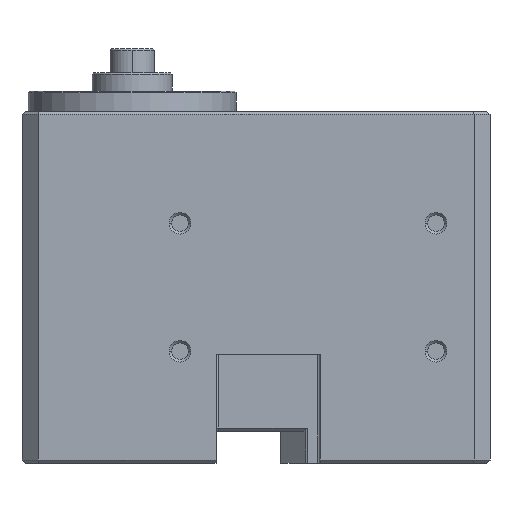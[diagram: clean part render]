
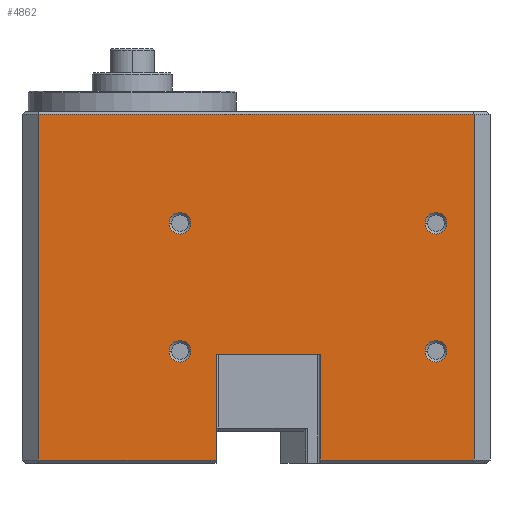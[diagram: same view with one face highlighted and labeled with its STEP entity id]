
A CAD part, left-side view. The second image highlights one B-rep face of the part: STEP entity #4862.
In plain terms, the highlighted planar face has unit normal (-1, 0, 0).
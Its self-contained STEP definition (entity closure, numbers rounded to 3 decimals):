
#632=DIRECTION('',(0.,0.,1.));
#633=VECTOR('',#632,13.2);
#634=CARTESIAN_POINT('',(-16.75,-10.5,-21.6));
#635=LINE('',#634,#633);
#770=DIRECTION('',(0.,0.,-1.));
#771=VECTOR('',#770,13.2);
#772=CARTESIAN_POINT('',(-16.75,-23.5,-8.4));
#773=LINE('',#772,#771);
#790=CARTESIAN_POINT('',(-16.75,-6.,-8.));
#791=DIRECTION('',(1.,0.,0.));
#792=DIRECTION('',(0.,-1.,0.));
#793=AXIS2_PLACEMENT_3D('',#790,#791,#792);
#795=CARTESIAN_POINT('',(-16.75,-6.,-8.));
#796=DIRECTION('',(1.,0.,0.));
#797=DIRECTION('',(0.,1.,0.));
#798=AXIS2_PLACEMENT_3D('',#795,#796,#797);
#800=CARTESIAN_POINT('',(-16.75,-6.,8.));
#801=DIRECTION('',(1.,0.,0.));
#802=DIRECTION('',(0.,-1.,0.));
#803=AXIS2_PLACEMENT_3D('',#800,#801,#802);
#805=CARTESIAN_POINT('',(-16.75,-6.,8.));
#806=DIRECTION('',(1.,0.,0.));
#807=DIRECTION('',(0.,1.,0.));
#808=AXIS2_PLACEMENT_3D('',#805,#806,#807);
#810=CARTESIAN_POINT('',(-16.75,-38.,-8.));
#811=DIRECTION('',(1.,0.,0.));
#812=DIRECTION('',(0.,-1.,0.));
#813=AXIS2_PLACEMENT_3D('',#810,#811,#812);
#815=CARTESIAN_POINT('',(-16.75,-38.,-8.));
#816=DIRECTION('',(1.,0.,0.));
#817=DIRECTION('',(0.,1.,0.));
#818=AXIS2_PLACEMENT_3D('',#815,#816,#817);
#820=CARTESIAN_POINT('',(-16.75,-38.,8.));
#821=DIRECTION('',(1.,0.,0.));
#822=DIRECTION('',(0.,-1.,0.));
#823=AXIS2_PLACEMENT_3D('',#820,#821,#822);
#825=CARTESIAN_POINT('',(-16.75,-38.,8.));
#826=DIRECTION('',(1.,0.,0.));
#827=DIRECTION('',(0.,1.,0.));
#828=AXIS2_PLACEMENT_3D('',#825,#826,#827);
#830=DIRECTION('',(0.,-1.,0.));
#831=VECTOR('',#830,54.5);
#832=CARTESIAN_POINT('',(-16.75,11.75,21.6));
#833=LINE('',#832,#831);
#834=DIRECTION('',(0.,0.,-1.));
#835=VECTOR('',#834,43.2);
#836=CARTESIAN_POINT('',(-16.75,-42.75,21.6));
#837=LINE('',#836,#835);
#838=DIRECTION('',(0.,1.,0.));
#839=VECTOR('',#838,19.25);
#840=CARTESIAN_POINT('',(-16.75,-42.75,-21.6));
#841=LINE('',#840,#839);
#842=DIRECTION('',(0.,1.,0.));
#843=VECTOR('',#842,13.);
#844=CARTESIAN_POINT('',(-16.75,-23.5,-8.4));
#845=LINE('',#844,#843);
#846=DIRECTION('',(0.,1.,0.));
#847=VECTOR('',#846,22.25);
#848=CARTESIAN_POINT('',(-16.75,-10.5,-21.6));
#849=LINE('',#848,#847);
#850=DIRECTION('',(0.,0.,-1.));
#851=VECTOR('',#850,43.2);
#852=CARTESIAN_POINT('',(-16.75,11.75,21.6));
#853=LINE('',#852,#851);
#2908=CARTESIAN_POINT('',(-16.75,-23.5,-8.4));
#2909=CARTESIAN_POINT('',(-16.75,-10.5,-8.4));
#2910=VERTEX_POINT('',#2908);
#2911=VERTEX_POINT('',#2909);
#3064=CARTESIAN_POINT('',(-16.75,-7.35,-8.));
#3065=VERTEX_POINT('',#3064);
#3066=CARTESIAN_POINT('',(-16.75,-4.65,-8.));
#3067=VERTEX_POINT('',#3066);
#3072=CARTESIAN_POINT('',(-16.75,-7.35,8.));
#3073=VERTEX_POINT('',#3072);
#3074=CARTESIAN_POINT('',(-16.75,-4.65,8.));
#3075=VERTEX_POINT('',#3074);
#3080=CARTESIAN_POINT('',(-16.75,-39.35,-8.));
#3081=VERTEX_POINT('',#3080);
#3082=CARTESIAN_POINT('',(-16.75,-36.65,-8.));
#3083=VERTEX_POINT('',#3082);
#3088=CARTESIAN_POINT('',(-16.75,-39.35,8.));
#3089=VERTEX_POINT('',#3088);
#3090=CARTESIAN_POINT('',(-16.75,-36.65,8.));
#3091=VERTEX_POINT('',#3090);
#3348=CARTESIAN_POINT('',(-16.75,-42.75,21.6));
#3349=VERTEX_POINT('',#3348);
#3352=CARTESIAN_POINT('',(-16.75,11.75,21.6));
#3353=VERTEX_POINT('',#3352);
#3356=CARTESIAN_POINT('',(-16.75,-10.5,-21.6));
#3358=VERTEX_POINT('',#3356);
#3362=CARTESIAN_POINT('',(-16.75,11.75,-21.6));
#3363=VERTEX_POINT('',#3362);
#3402=CARTESIAN_POINT('',(-16.75,-42.75,-21.6));
#3403=VERTEX_POINT('',#3402);
#3405=CARTESIAN_POINT('',(-16.75,-23.5,-21.6));
#3407=VERTEX_POINT('',#3405);
#4818=CARTESIAN_POINT('',(-16.75,13.75,-22.));
#4819=DIRECTION('',(-1.,0.,0.));
#4820=DIRECTION('',(0.,-1.,0.));
#4821=AXIS2_PLACEMENT_3D('',#4818,#4819,#4820);
#4822=PLANE('',#4821);
#4824=ORIENTED_EDGE('',*,*,#4823,.T.);
#4826=ORIENTED_EDGE('',*,*,#4825,.T.);
#4828=ORIENTED_EDGE('',*,*,#4827,.T.);
#4829=ORIENTED_EDGE('',*,*,#4795,.F.);
#4830=ORIENTED_EDGE('',*,*,#4600,.T.);
#4831=ORIENTED_EDGE('',*,*,#4567,.F.);
#4833=ORIENTED_EDGE('',*,*,#4832,.T.);
#4835=ORIENTED_EDGE('',*,*,#4834,.F.);
#4836=EDGE_LOOP('',(#4824,#4826,#4828,#4829,#4830,#4831,#4833,#4835));
#4837=FACE_OUTER_BOUND('',#4836,.F.);
#4839=ORIENTED_EDGE('',*,*,#4838,.F.);
#4841=ORIENTED_EDGE('',*,*,#4840,.F.);
#4842=EDGE_LOOP('',(#4839,#4841));
#4843=FACE_BOUND('',#4842,.F.);
#4845=ORIENTED_EDGE('',*,*,#4844,.F.);
#4847=ORIENTED_EDGE('',*,*,#4846,.F.);
#4848=EDGE_LOOP('',(#4845,#4847));
#4849=FACE_BOUND('',#4848,.F.);
#4851=ORIENTED_EDGE('',*,*,#4850,.F.);
#4853=ORIENTED_EDGE('',*,*,#4852,.F.);
#4854=EDGE_LOOP('',(#4851,#4853));
#4855=FACE_BOUND('',#4854,.F.);
#4857=ORIENTED_EDGE('',*,*,#4856,.F.);
#4859=ORIENTED_EDGE('',*,*,#4858,.F.);
#4860=EDGE_LOOP('',(#4857,#4859));
#4861=FACE_BOUND('',#4860,.F.);
#4862=ADVANCED_FACE('',(#4837,#4843,#4849,#4855,#4861),#4822,.T.);
#794=CIRCLE('',#793,1.35);
#799=CIRCLE('',#798,1.35);
#804=CIRCLE('',#803,1.35);
#809=CIRCLE('',#808,1.35);
#814=CIRCLE('',#813,1.35);
#819=CIRCLE('',#818,1.35);
#824=CIRCLE('',#823,1.35);
#829=CIRCLE('',#828,1.35);
#4567=EDGE_CURVE('',#3358,#2911,#635,.T.);
#4600=EDGE_CURVE('',#2910,#2911,#845,.T.);
#4795=EDGE_CURVE('',#2910,#3407,#773,.T.);
#4823=EDGE_CURVE('',#3353,#3349,#833,.T.);
#4825=EDGE_CURVE('',#3349,#3403,#837,.T.);
#4827=EDGE_CURVE('',#3403,#3407,#841,.T.);
#4832=EDGE_CURVE('',#3358,#3363,#849,.T.);
#4834=EDGE_CURVE('',#3353,#3363,#853,.T.);
#4838=EDGE_CURVE('',#3073,#3075,#804,.T.);
#4840=EDGE_CURVE('',#3075,#3073,#809,.T.);
#4844=EDGE_CURVE('',#3081,#3083,#814,.T.);
#4846=EDGE_CURVE('',#3083,#3081,#819,.T.);
#4850=EDGE_CURVE('',#3089,#3091,#824,.T.);
#4852=EDGE_CURVE('',#3091,#3089,#829,.T.);
#4856=EDGE_CURVE('',#3065,#3067,#794,.T.);
#4858=EDGE_CURVE('',#3067,#3065,#799,.T.);
